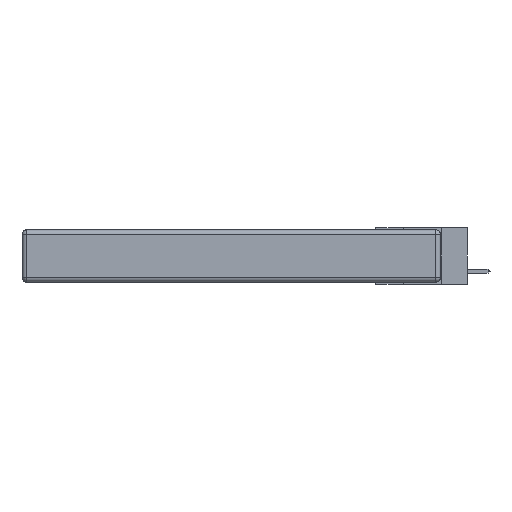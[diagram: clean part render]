
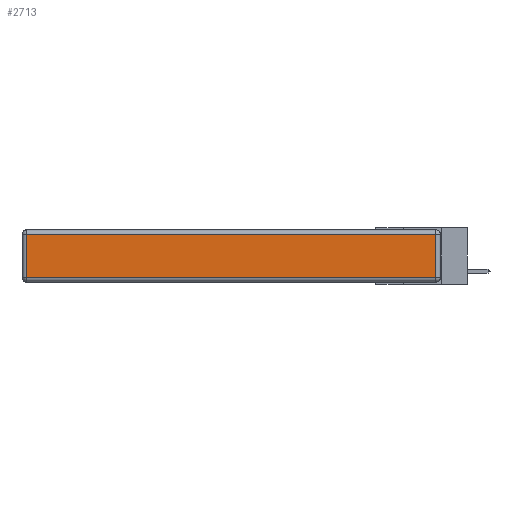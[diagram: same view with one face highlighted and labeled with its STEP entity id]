
A CAD part, left-side view. The second image highlights one B-rep face of the part: STEP entity #2713.
In plain terms, the highlighted planar face has unit normal (-1, 0, 0).
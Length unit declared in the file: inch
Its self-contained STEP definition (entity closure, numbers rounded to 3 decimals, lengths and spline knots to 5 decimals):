
#563 = VECTOR ( 'NONE', #24929, 39.37008 ) ;
#1019 = EDGE_LOOP ( 'NONE', ( #1182, #2135, #2650, #5991 ) ) ;
#1182 = ORIENTED_EDGE ( 'NONE', *, *, #21799, .T. ) ;
#1954 = CARTESIAN_POINT ( 'NONE',  ( 0., 0., -0.313 ) ) ;
#2135 = ORIENTED_EDGE ( 'NONE', *, *, #16003, .T. ) ;
#2280 = DIRECTION ( 'NONE',  ( -1., 0., 0. ) ) ;
#2650 = ORIENTED_EDGE ( 'NONE', *, *, #8302, .T. ) ;
#2713 = ADVANCED_FACE ( 'NONE', ( #16335 ), #6324, .T. ) ;
#4072 = LINE ( 'NONE', #12902, #563 ) ;
#5991 = ORIENTED_EDGE ( 'NONE', *, *, #20766, .T. ) ;
#6324 = PLANE ( 'NONE',  #11172 ) ;
#7578 = DIRECTION ( 'NONE',  ( 0., 0., 1. ) ) ;
#8136 = LINE ( 'NONE', #1954, #22331 ) ;
#8302 = EDGE_CURVE ( 'NONE', #21778, #9413, #21086, .T. ) ;
#9413 = VERTEX_POINT ( 'NONE', #23560 ) ;
#9607 = VERTEX_POINT ( 'NONE', #13640 ) ;
#11172 = AXIS2_PLACEMENT_3D ( 'NONE', #18391, #2280, #22400 ) ;
#12902 = CARTESIAN_POINT ( 'NONE',  ( 0., 2.72, -0.343 ) ) ;
#13640 = CARTESIAN_POINT ( 'NONE',  ( 0., 2.72, -0.313 ) ) ;
#14465 = DIRECTION ( 'NONE',  ( 0., 1., 0. ) ) ;
#16003 = EDGE_CURVE ( 'NONE', #19682, #21778, #18456, .T. ) ;
#16256 = CARTESIAN_POINT ( 'NONE',  ( 0., 2.75, -0.03 ) ) ;
#16318 = CARTESIAN_POINT ( 'NONE',  ( 0., 0.03, -0.03 ) ) ;
#16335 = FACE_OUTER_BOUND ( 'NONE', #1019, .T. ) ;
#18391 = CARTESIAN_POINT ( 'NONE',  ( 0., 0., -0.343 ) ) ;
#18456 = LINE ( 'NONE', #19142, #18747 ) ;
#18747 = VECTOR ( 'NONE', #7578, 39.37008 ) ;
#19142 = CARTESIAN_POINT ( 'NONE',  ( 0., 0.03, -0.343 ) ) ;
#19682 = VERTEX_POINT ( 'NONE', #20946 ) ;
#20766 = EDGE_CURVE ( 'NONE', #9413, #9607, #4072, .T. ) ;
#20946 = CARTESIAN_POINT ( 'NONE',  ( 0., 0.03, -0.313 ) ) ;
#21086 = LINE ( 'NONE', #16256, #25463 ) ;
#21778 = VERTEX_POINT ( 'NONE', #16318 ) ;
#21799 = EDGE_CURVE ( 'NONE', #9607, #19682, #8136, .T. ) ;
#21995 = DIRECTION ( 'NONE',  ( 0., -1., 0. ) ) ;
#22331 = VECTOR ( 'NONE', #21995, 39.37008 ) ;
#22400 = DIRECTION ( 'NONE',  ( 0., 0., 1. ) ) ;
#23560 = CARTESIAN_POINT ( 'NONE',  ( 0., 2.72, -0.03 ) ) ;
#24929 = DIRECTION ( 'NONE',  ( 0., 0., -1. ) ) ;
#25463 = VECTOR ( 'NONE', #14465, 39.37008 ) ;
